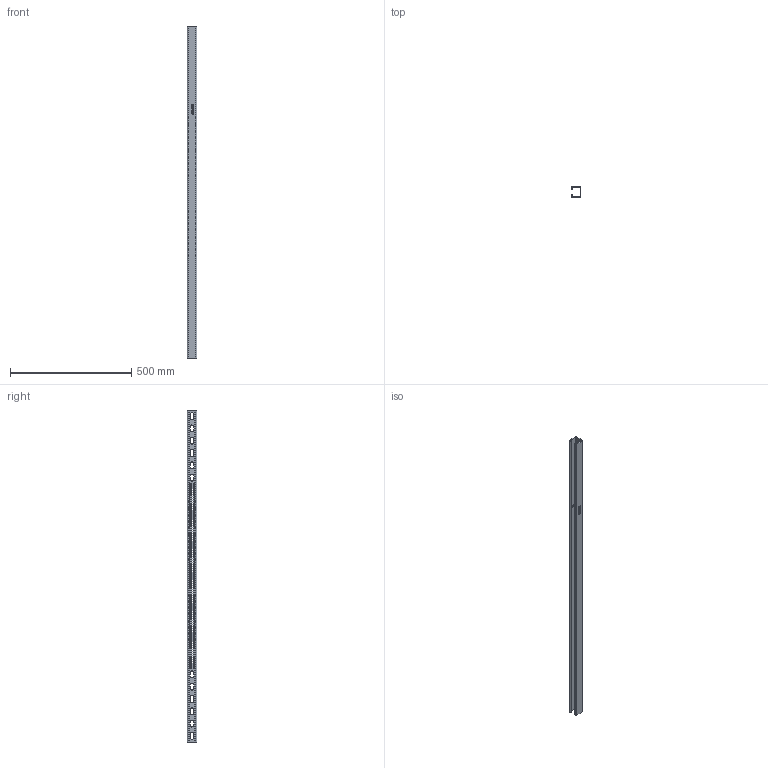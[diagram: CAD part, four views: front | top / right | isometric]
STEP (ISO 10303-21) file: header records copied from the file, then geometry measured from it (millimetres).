
FILE_DESCRIPTION (( 'STEP AP203' ), '1' );
FILE_NAME ('SS15812-54.STEP', '2022-06-13T16:24:26', ( '' ), ( '' ), 'SwSTEP 2.0', 'SolidWorks 2021', '' );
FILE_SCHEMA (( 'CONFIG_CONTROL_DESIGN' ));
Products named in the file (1): SS15812-54
Bounding box: 41.27 x 41.27 x 1371.6 mm (x, y, z)
Volume: 456868.5 mm3; surface area: 362671.1 mm2
Topology: 1 solids, 1 shells, 1305 faces, 3717 edges, 2478 vertices
Faces by surface type: plane 647, cylinder 503, bspline 155
Entity records: 50818 total; most frequent: CARTESIAN_POINT 16336, ORIENTED_EDGE 7434, DIRECTION 6715, EDGE_CURVE 3717, VERTEX_POINT 2478, VECTOR 2401, LINE 2401, AXIS2_PLACEMENT_3D 2157
